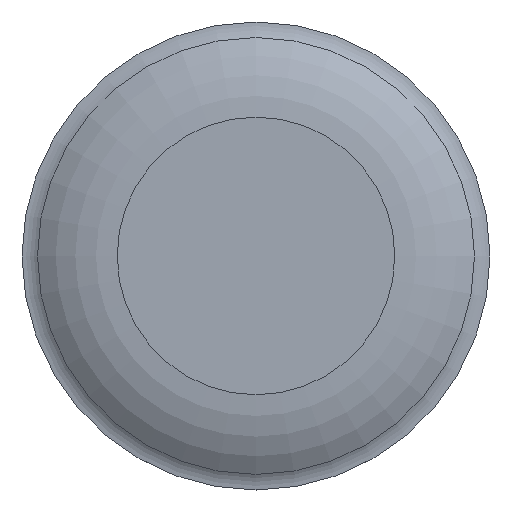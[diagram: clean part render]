
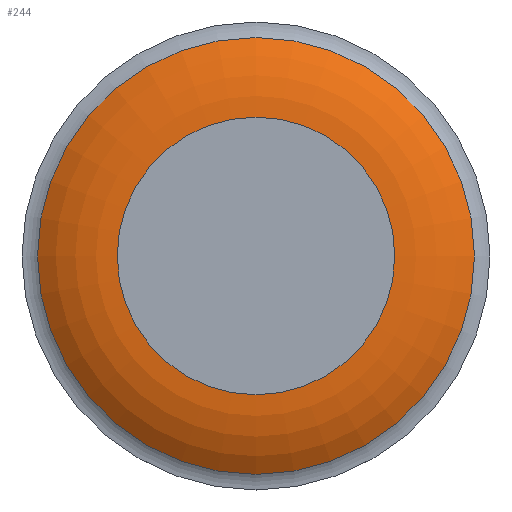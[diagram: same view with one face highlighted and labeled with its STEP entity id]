
A CAD part, top view. The second image highlights one B-rep face of the part: STEP entity #244.
In plain terms, the highlighted toroidal (fillet/blend) face has major radius 15.384 mm and minor radius 14.961 mm.
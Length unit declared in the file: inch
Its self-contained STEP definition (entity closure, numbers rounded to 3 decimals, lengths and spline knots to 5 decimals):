
#15=TOROIDAL_SURFACE('',#297,0.60566,0.589);
#38=FACE_OUTER_BOUND('',#55,.T.);
#55=EDGE_LOOP('',(#204,#205,#206,#207,#208,#209));
#91=CIRCLE('',#294,0.95348);
#93=CIRCLE('',#296,0.95348);
#94=CIRCLE('',#298,0.589);
#95=CIRCLE('',#299,0.60566);
#96=CIRCLE('',#300,0.60566);
#115=VERTEX_POINT('',#441);
#116=VERTEX_POINT('',#442);
#117=VERTEX_POINT('',#447);
#118=VERTEX_POINT('',#449);
#144=EDGE_CURVE('',#115,#116,#91,.T.);
#146=EDGE_CURVE('',#116,#115,#93,.T.);
#147=EDGE_CURVE('',#116,#117,#94,.T.);
#148=EDGE_CURVE('',#117,#118,#95,.T.);
#149=EDGE_CURVE('',#118,#117,#96,.T.);
#204=ORIENTED_EDGE('',*,*,#144,.F.);
#205=ORIENTED_EDGE('',*,*,#146,.F.);
#206=ORIENTED_EDGE('',*,*,#147,.T.);
#207=ORIENTED_EDGE('',*,*,#148,.T.);
#208=ORIENTED_EDGE('',*,*,#149,.T.);
#209=ORIENTED_EDGE('',*,*,#147,.F.);
#244=ADVANCED_FACE('',(#38),#15,.T.);
#294=AXIS2_PLACEMENT_3D('',#443,#369,#370);
#296=AXIS2_PLACEMENT_3D('',#445,#373,#374);
#297=AXIS2_PLACEMENT_3D('',#446,#375,#376);
#298=AXIS2_PLACEMENT_3D('',#448,#377,#378);
#299=AXIS2_PLACEMENT_3D('',#450,#379,#380);
#300=AXIS2_PLACEMENT_3D('',#451,#381,#382);
#369=DIRECTION('center_axis',(0.,0.,-1.));
#370=DIRECTION('ref_axis',(0.,-1.,0.));
#373=DIRECTION('center_axis',(0.,0.,-1.));
#374=DIRECTION('ref_axis',(0.,-1.,0.));
#375=DIRECTION('center_axis',(0.,0.,-1.));
#376=DIRECTION('ref_axis',(-1.,0.,0.));
#377=DIRECTION('center_axis',(0.,-1.,0.));
#378=DIRECTION('ref_axis',(1.,0.,0.));
#379=DIRECTION('center_axis',(0.,0.,-1.));
#380=DIRECTION('ref_axis',(1.,0.,0.));
#381=DIRECTION('center_axis',(0.,0.,-1.));
#382=DIRECTION('ref_axis',(1.,0.,0.));
#441=CARTESIAN_POINT('',(0.,0.95348,0.24412));
#442=CARTESIAN_POINT('',(0.95348,0.,0.24412));
#443=CARTESIAN_POINT('Origin',(0.,0.,0.24412));
#445=CARTESIAN_POINT('Origin',(0.,0.,0.24412));
#446=CARTESIAN_POINT('Origin',(0.,0.,-0.2312));
#447=CARTESIAN_POINT('',(0.60566,0.,0.3578));
#448=CARTESIAN_POINT('Origin',(0.60566,0.,
-0.2312));
#449=CARTESIAN_POINT('',(0.,0.60566,0.3578));
#450=CARTESIAN_POINT('Origin',(0.,0.,0.3578));
#451=CARTESIAN_POINT('Origin',(0.,0.,0.3578));
